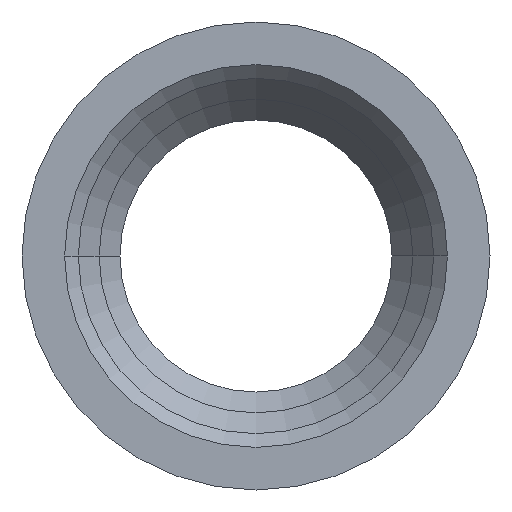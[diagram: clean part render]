
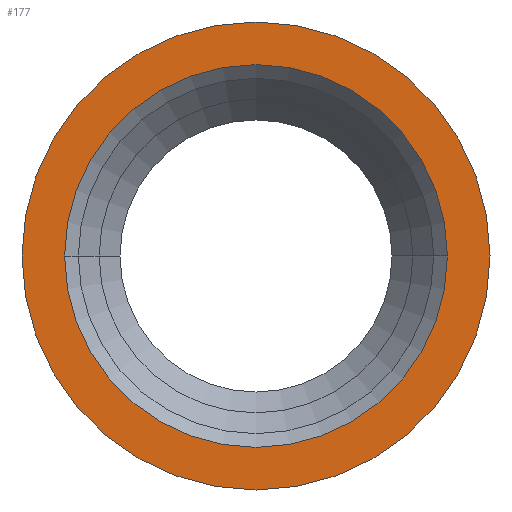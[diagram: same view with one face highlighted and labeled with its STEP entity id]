
A CAD part, left-side view. The second image highlights one B-rep face of the part: STEP entity #177.
In plain terms, the highlighted planar face has unit normal (-1, 0, 0).
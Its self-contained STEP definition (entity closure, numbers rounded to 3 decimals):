
#177 = ADVANCED_FACE( '', ( #443, #444 ), #445, .T. );
#201 = EDGE_CURVE( '', #267, #389, #472, .T. );
#237 = VERTEX_POINT( '', #510 );
#245 = EDGE_CURVE( '', #389, #267, #520, .T. );
#255 = VERTEX_POINT( '', #530 );
#267 = VERTEX_POINT( '', #543 );
#321 = EDGE_CURVE( '', #255, #237, #606, .T. );
#355 = EDGE_CURVE( '', #237, #255, #645, .T. );
#389 = VERTEX_POINT( '', #683 );
#443 = FACE_BOUND( '', #735, .T. );
#444 = FACE_OUTER_BOUND( '', #736, .T. );
#445 = PLANE( '', #737 );
#472 = CIRCLE( '', #775, 112.5 );
#510 = CARTESIAN_POINT( '', ( 0., -92., 0. ) );
#520 = CIRCLE( '', #840, 112.5 );
#530 = CARTESIAN_POINT( '', ( 0., 92., 0. ) );
#543 = CARTESIAN_POINT( '', ( 0., 112.5, 0. ) );
#606 = CIRCLE( '', #953, 92. );
#645 = CIRCLE( '', #1005, 92. );
#683 = CARTESIAN_POINT( '', ( 0., -112.5, 0. ) );
#735 = EDGE_LOOP( '', ( #1110, #1111 ) );
#736 = EDGE_LOOP( '', ( #1112, #1113 ) );
#737 = AXIS2_PLACEMENT_3D( '', #1114, #1115, #1116 );
#775 = AXIS2_PLACEMENT_3D( '', #1151, #1152, #1153 );
#840 = AXIS2_PLACEMENT_3D( '', #1204, #1205, #1206 );
#953 = AXIS2_PLACEMENT_3D( '', #1307, #1308, #1309 );
#1005 = AXIS2_PLACEMENT_3D( '', #1366, #1367, #1368 );
#1110 = ORIENTED_EDGE( '', *, *, #321, .F. );
#1111 = ORIENTED_EDGE( '', *, *, #355, .F. );
#1112 = ORIENTED_EDGE( '', *, *, #201, .T. );
#1113 = ORIENTED_EDGE( '', *, *, #245, .T. );
#1114 = CARTESIAN_POINT( '', ( 0., 102.25, 0. ) );
#1115 = DIRECTION( '', ( -1., 0., 0. ) );
#1116 = DIRECTION( '', ( 0., 1., 0. ) );
#1151 = CARTESIAN_POINT( '', ( 0., 0., 0. ) );
#1152 = DIRECTION( '', ( -1., 0., 0. ) );
#1153 = DIRECTION( '', ( 0., 1., 0. ) );
#1204 = CARTESIAN_POINT( '', ( 0., 0., 0. ) );
#1205 = DIRECTION( '', ( -1., 0., 0. ) );
#1206 = DIRECTION( '', ( 0., 1., 0. ) );
#1307 = CARTESIAN_POINT( '', ( 0., 0., 0. ) );
#1308 = DIRECTION( '', ( -1., 0., 0. ) );
#1309 = DIRECTION( '', ( 0., 1., 0. ) );
#1366 = CARTESIAN_POINT( '', ( 0., 0., 0. ) );
#1367 = DIRECTION( '', ( -1., 0., 0. ) );
#1368 = DIRECTION( '', ( 0., 1., 0. ) );
